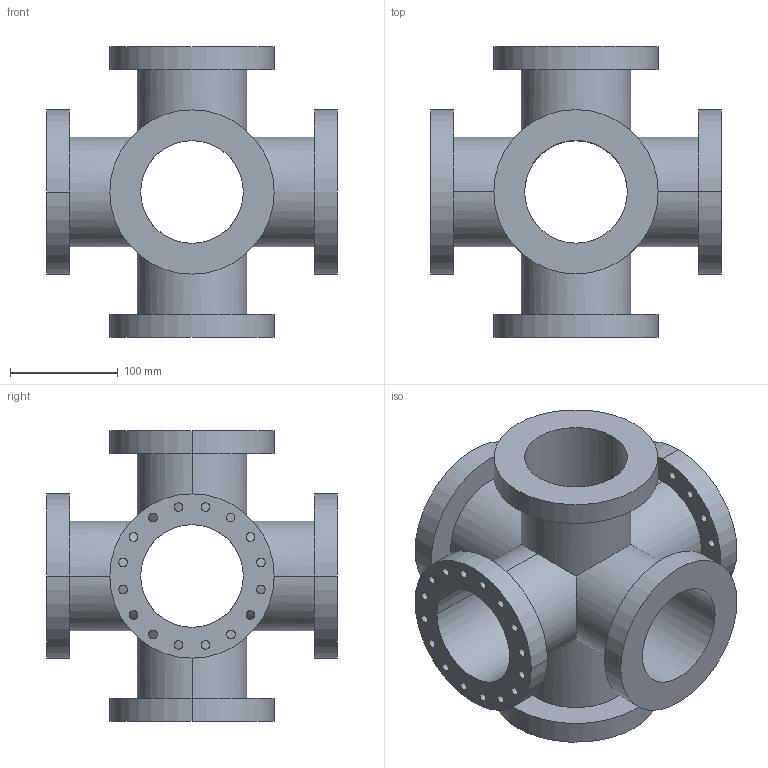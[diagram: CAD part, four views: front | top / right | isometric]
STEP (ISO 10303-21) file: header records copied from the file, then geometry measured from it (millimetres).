
FILE_DESCRIPTION(('produced by SPATIAL CORP'),'2;1');
FILE_NAME( 'cross.prt.hh.sat.stp','2002-04-19T11:21:35+00:00',('SPATIAL CORP'),('SPATIAL CORP'), 'ACIS STEP Husk','http://www.spatial.com','SPATIAL CORP');
FILE_SCHEMA(('CONFIG_CONTROL_DESIGN'));
Length unit declared in the file: millimetre
Products named in the file (1): PRODUCT_ID_1
Bounding box: 269.75 x 269.75 x 269.75 mm (x, y, z)
Volume: 1797049.7 mm3; surface area: 497653.7 mm2
Topology: 1 solids, 1 shells, 112 faces, 316 edges, 208 vertices
Faces by surface type: cylinder 100, plane 12
Entity records: 3985 total; most frequent: DIRECTION 756, CARTESIAN_POINT 636, ORIENTED_EDGE 632, AXIS2_PLACEMENT_3D 328, EDGE_CURVE 316, VERTEX_POINT 208, EDGE_LOOP 188, FACE_BOUND 188
